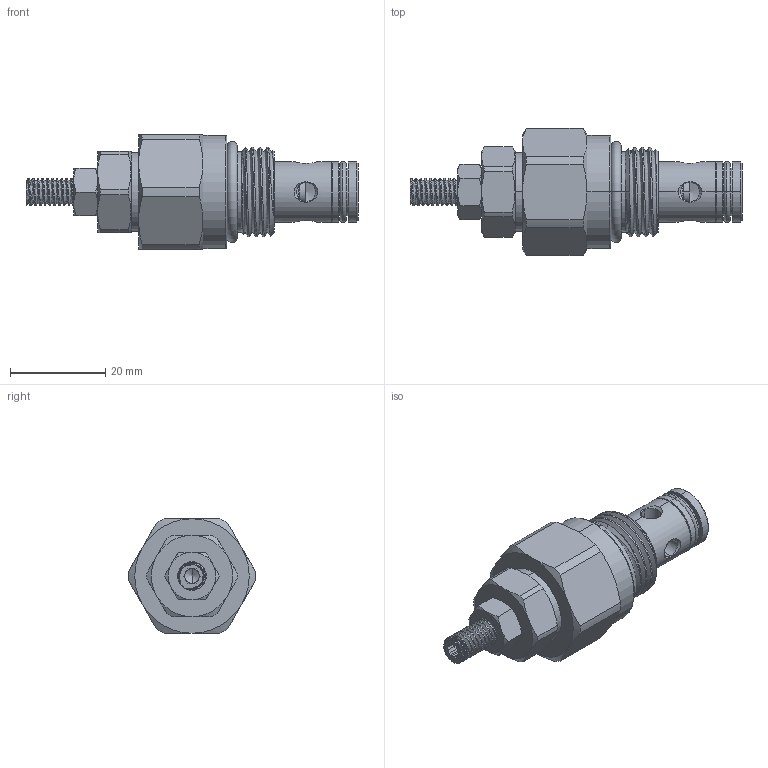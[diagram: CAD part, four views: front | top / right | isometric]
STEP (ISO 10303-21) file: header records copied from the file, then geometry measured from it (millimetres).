
FILE_DESCRIPTION (( 'STEP AP203' ), '1' );
FILE_NAME ('RD08W20-L.STEP', '2016-07-29T08:24:29', ( '' ), ( '' ), 'SwSTEP 2.0', 'SolidWorks 2012', '' );
FILE_SCHEMA (( 'CONFIG_CONTROL_DESIGN' ));
Length unit declared in the file: millimetre
Products named in the file (1): RD08W20-L
Bounding box: 69.57 x 26.66 x 24 mm (x, y, z)
Volume: 15934.2 mm3; surface area: 6803.8 mm2
Topology: 5 solids, 6 shells, 277 faces, 702 edges, 434 vertices
Faces by surface type: cylinder 122, cone 81, plane 58, torus 12, bspline 4
Entity records: 18544 total; most frequent: CARTESIAN_POINT 12294, ORIENTED_EDGE 1388, DIRECTION 1208, EDGE_CURVE 694, AXIS2_PLACEMENT_3D 490, VERTEX_POINT 434, EDGE_LOOP 298, FACE_OUTER_BOUND 277
